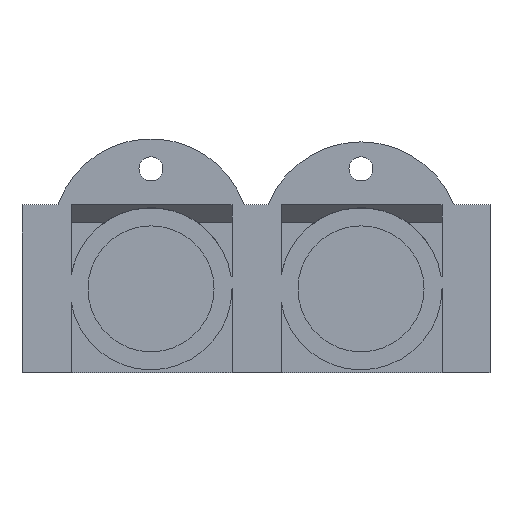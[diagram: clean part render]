
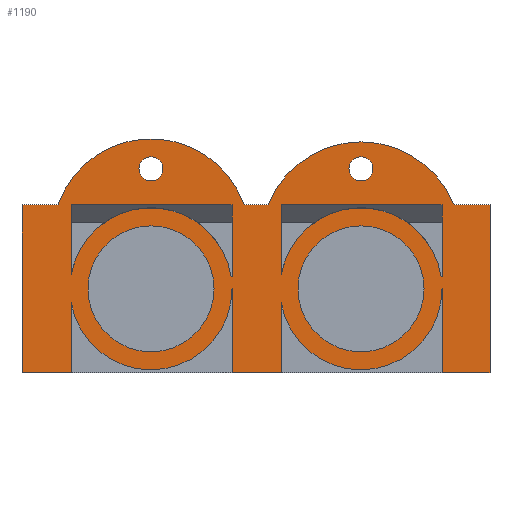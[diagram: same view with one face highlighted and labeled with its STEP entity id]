
A CAD part, front view. The second image highlights one B-rep face of the part: STEP entity #1190.
In plain terms, the highlighted planar face has unit normal (0, -1, 0).
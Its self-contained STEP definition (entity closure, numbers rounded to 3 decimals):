
#23=FACE_BOUND('',#157,.T.);
#24=FACE_BOUND('',#158,.T.);
#25=FACE_BOUND('',#159,.T.);
#26=FACE_BOUND('',#160,.T.);
#27=FACE_BOUND('',#161,.T.);
#28=FACE_BOUND('',#162,.T.);
#42=PLANE('',#1287);
#92=FACE_OUTER_BOUND('',#156,.T.);
#156=EDGE_LOOP('',(#891,#892,#893,#894,#895,#896,#897,#898,#899,#900,#901,
#902,#903,#904,#905,#906));
#157=EDGE_LOOP('',(#907));
#158=EDGE_LOOP('',(#908));
#159=EDGE_LOOP('',(#909));
#160=EDGE_LOOP('',(#910));
#161=EDGE_LOOP('',(#911,#912,#913,#914,#915));
#162=EDGE_LOOP('',(#916,#917,#918,#919,#920));
#217=LINE('',#1702,#353);
#223=LINE('',#1713,#359);
#229=LINE('',#1744,#365);
#235=LINE('',#1755,#371);
#247=LINE('',#1784,#383);
#250=LINE('',#1808,#386);
#251=LINE('',#1810,#387);
#252=LINE('',#1811,#388);
#253=LINE('',#1813,#389);
#254=LINE('',#1814,#390);
#255=LINE('',#1816,#391);
#256=LINE('',#1818,#392);
#257=LINE('',#1820,#393);
#258=LINE('',#1822,#394);
#259=LINE('',#1825,#395);
#260=LINE('',#1827,#396);
#261=LINE('',#1828,#397);
#262=LINE('',#1831,#398);
#263=LINE('',#1832,#399);
#264=LINE('',#1833,#400);
#353=VECTOR('',#1366,10.);
#359=VECTOR('',#1372,10.);
#365=VECTOR('',#1402,10.);
#371=VECTOR('',#1408,10.);
#383=VECTOR('',#1438,10.);
#386=VECTOR('',#1465,10.);
#387=VECTOR('',#1466,10.);
#388=VECTOR('',#1467,10.);
#389=VECTOR('',#1468,10.);
#390=VECTOR('',#1469,10.);
#391=VECTOR('',#1470,10.);
#392=VECTOR('',#1471,10.);
#393=VECTOR('',#1472,10.);
#394=VECTOR('',#1473,10.);
#395=VECTOR('',#1476,10.);
#396=VECTOR('',#1477,10.);
#397=VECTOR('',#1478,10.);
#398=VECTOR('',#1479,10.);
#399=VECTOR('',#1480,10.);
#400=VECTOR('',#1481,10.);
#486=CIRCLE('',#1253,13.5);
#488=CIRCLE('',#1257,13.5);
#490=CIRCLE('',#1260,13.5);
#493=CIRCLE('',#1265,13.5);
#495=CIRCLE('',#1269,10.5);
#497=CIRCLE('',#1272,10.5);
#500=CIRCLE('',#1279,2.);
#503=CIRCLE('',#1284,2.);
#505=CIRCLE('',#1288,16.42);
#506=CIRCLE('',#1289,16.69);
#526=VERTEX_POINT('',#1689);
#527=VERTEX_POINT('',#1691);
#530=VERTEX_POINT('',#1699);
#531=VERTEX_POINT('',#1701);
#536=VERTEX_POINT('',#1711);
#537=VERTEX_POINT('',#1715);
#538=VERTEX_POINT('',#1716);
#541=VERTEX_POINT('',#1724);
#546=VERTEX_POINT('',#1735);
#547=VERTEX_POINT('',#1737);
#549=VERTEX_POINT('',#1743);
#554=VERTEX_POINT('',#1753);
#555=VERTEX_POINT('',#1758);
#557=VERTEX_POINT('',#1764);
#562=VERTEX_POINT('',#1782);
#564=VERTEX_POINT('',#1788);
#567=VERTEX_POINT('',#1797);
#569=VERTEX_POINT('',#1804);
#570=VERTEX_POINT('',#1805);
#571=VERTEX_POINT('',#1807);
#572=VERTEX_POINT('',#1809);
#573=VERTEX_POINT('',#1812);
#574=VERTEX_POINT('',#1815);
#575=VERTEX_POINT('',#1817);
#576=VERTEX_POINT('',#1819);
#577=VERTEX_POINT('',#1821);
#578=VERTEX_POINT('',#1823);
#579=VERTEX_POINT('',#1826);
#580=VERTEX_POINT('',#1829);
#581=VERTEX_POINT('',#1830);
#640=EDGE_CURVE('',#527,#526,#486,.T.);
#645=EDGE_CURVE('',#530,#531,#217,.T.);
#651=EDGE_CURVE('',#536,#526,#223,.T.);
#652=EDGE_CURVE('',#537,#538,#488,.T.);
#656=EDGE_CURVE('',#530,#541,#490,.T.);
#662=EDGE_CURVE('',#547,#546,#493,.T.);
#665=EDGE_CURVE('',#537,#549,#229,.T.);
#671=EDGE_CURVE('',#554,#546,#235,.T.);
#673=EDGE_CURVE('',#555,#555,#495,.T.);
#676=EDGE_CURVE('',#557,#557,#497,.T.);
#687=EDGE_CURVE('',#554,#562,#247,.T.);
#690=EDGE_CURVE('',#564,#564,#500,.T.);
#694=EDGE_CURVE('',#567,#567,#503,.T.);
#696=EDGE_CURVE('',#569,#570,#505,.T.);
#697=EDGE_CURVE('',#570,#571,#250,.T.);
#698=EDGE_CURVE('',#571,#572,#251,.T.);
#699=EDGE_CURVE('',#572,#531,#252,.T.);
#700=EDGE_CURVE('',#541,#573,#253,.T.);
#701=EDGE_CURVE('',#573,#549,#254,.T.);
#702=EDGE_CURVE('',#538,#574,#255,.T.);
#703=EDGE_CURVE('',#574,#575,#256,.T.);
#704=EDGE_CURVE('',#575,#576,#257,.T.);
#705=EDGE_CURVE('',#576,#577,#258,.T.);
#706=EDGE_CURVE('',#577,#578,#506,.T.);
#707=EDGE_CURVE('',#578,#569,#259,.T.);
#708=EDGE_CURVE('',#562,#579,#260,.T.);
#709=EDGE_CURVE('',#579,#547,#261,.T.);
#710=EDGE_CURVE('',#580,#581,#262,.T.);
#711=EDGE_CURVE('',#581,#527,#263,.T.);
#712=EDGE_CURVE('',#536,#580,#264,.T.);
#891=ORIENTED_EDGE('',*,*,#696,.T.);
#892=ORIENTED_EDGE('',*,*,#697,.T.);
#893=ORIENTED_EDGE('',*,*,#698,.T.);
#894=ORIENTED_EDGE('',*,*,#699,.T.);
#895=ORIENTED_EDGE('',*,*,#645,.F.);
#896=ORIENTED_EDGE('',*,*,#656,.T.);
#897=ORIENTED_EDGE('',*,*,#700,.T.);
#898=ORIENTED_EDGE('',*,*,#701,.T.);
#899=ORIENTED_EDGE('',*,*,#665,.F.);
#900=ORIENTED_EDGE('',*,*,#652,.T.);
#901=ORIENTED_EDGE('',*,*,#702,.T.);
#902=ORIENTED_EDGE('',*,*,#703,.T.);
#903=ORIENTED_EDGE('',*,*,#704,.T.);
#904=ORIENTED_EDGE('',*,*,#705,.T.);
#905=ORIENTED_EDGE('',*,*,#706,.T.);
#906=ORIENTED_EDGE('',*,*,#707,.T.);
#907=ORIENTED_EDGE('',*,*,#673,.T.);
#908=ORIENTED_EDGE('',*,*,#676,.T.);
#909=ORIENTED_EDGE('',*,*,#690,.T.);
#910=ORIENTED_EDGE('',*,*,#694,.T.);
#911=ORIENTED_EDGE('',*,*,#687,.T.);
#912=ORIENTED_EDGE('',*,*,#708,.T.);
#913=ORIENTED_EDGE('',*,*,#709,.T.);
#914=ORIENTED_EDGE('',*,*,#662,.T.);
#915=ORIENTED_EDGE('',*,*,#671,.F.);
#916=ORIENTED_EDGE('',*,*,#710,.T.);
#917=ORIENTED_EDGE('',*,*,#711,.T.);
#918=ORIENTED_EDGE('',*,*,#640,.T.);
#919=ORIENTED_EDGE('',*,*,#651,.F.);
#920=ORIENTED_EDGE('',*,*,#712,.T.);
#1190=ADVANCED_FACE('',(#92,#23,#24,#25,#26,#27,#28),#42,.F.);
#1253=AXIS2_PLACEMENT_3D('',#1692,#1357,#1358);
#1257=AXIS2_PLACEMENT_3D('',#1717,#1375,#1376);
#1260=AXIS2_PLACEMENT_3D('',#1725,#1383,#1384);
#1265=AXIS2_PLACEMENT_3D('',#1738,#1395,#1396);
#1269=AXIS2_PLACEMENT_3D('',#1759,#1412,#1413);
#1272=AXIS2_PLACEMENT_3D('',#1765,#1419,#1420);
#1279=AXIS2_PLACEMENT_3D('',#1790,#1444,#1445);
#1284=AXIS2_PLACEMENT_3D('',#1799,#1455,#1456);
#1287=AXIS2_PLACEMENT_3D('',#1803,#1461,#1462);
#1288=AXIS2_PLACEMENT_3D('',#1806,#1463,#1464);
#1289=AXIS2_PLACEMENT_3D('',#1824,#1474,#1475);
#1357=DIRECTION('center_axis',(0.,-1.,0.));
#1358=DIRECTION('ref_axis',(1.,0.,0.));
#1366=DIRECTION('',(0.,0.,-1.));
#1372=DIRECTION('',(0.,0.,-1.));
#1375=DIRECTION('center_axis',(0.,-1.,0.));
#1376=DIRECTION('ref_axis',(1.,0.,0.));
#1383=DIRECTION('center_axis',(0.,-1.,0.));
#1384=DIRECTION('ref_axis',(1.,0.,0.));
#1395=DIRECTION('center_axis',(0.,-1.,0.));
#1396=DIRECTION('ref_axis',(1.,0.,0.));
#1402=DIRECTION('',(0.,0.,-1.));
#1408=DIRECTION('',(0.,0.,-1.));
#1412=DIRECTION('center_axis',(0.,1.,0.));
#1413=DIRECTION('ref_axis',(1.,0.,0.));
#1419=DIRECTION('center_axis',(0.,1.,0.));
#1420=DIRECTION('ref_axis',(1.,0.,0.));
#1438=DIRECTION('',(1.,0.,0.));
#1444=DIRECTION('center_axis',(0.,1.,0.));
#1445=DIRECTION('ref_axis',(1.,0.,0.));
#1455=DIRECTION('center_axis',(0.,1.,0.));
#1456=DIRECTION('ref_axis',(1.,0.,0.));
#1461=DIRECTION('center_axis',(0.,1.,0.));
#1462=DIRECTION('ref_axis',(1.,0.,0.));
#1463=DIRECTION('center_axis',(0.,-1.,0.));
#1464=DIRECTION('ref_axis',(-0.944,0.,0.33));
#1465=DIRECTION('',(-1.,0.,0.));
#1466=DIRECTION('',(0.,0.,-1.));
#1467=DIRECTION('',(1.,0.,0.));
#1468=DIRECTION('',(0.,0.,-1.));
#1469=DIRECTION('',(1.,0.,0.));
#1470=DIRECTION('',(0.,0.,-1.));
#1471=DIRECTION('',(1.,0.,0.));
#1472=DIRECTION('',(0.,0.,1.));
#1473=DIRECTION('',(-1.,0.,0.));
#1474=DIRECTION('center_axis',(0.,-1.,0.));
#1475=DIRECTION('ref_axis',(-0.929,0.,0.371));
#1476=DIRECTION('',(-1.,0.,0.));
#1477=DIRECTION('',(0.,0.,-1.));
#1478=DIRECTION('',(-1.,0.,0.));
#1479=DIRECTION('',(0.,0.,-1.));
#1480=DIRECTION('',(-1.,0.,0.));
#1481=DIRECTION('',(1.,0.,0.));
#1689=CARTESIAN_POINT('',(-13.3,-1.,2.315));
#1691=CARTESIAN_POINT('',(13.351,-1.,2.));
#1692=CARTESIAN_POINT('Origin',(0.,-1.,0.));
#1699=CARTESIAN_POINT('',(-13.3,-1.,-2.315));
#1701=CARTESIAN_POINT('',(-13.3,-1.,-14.));
#1702=CARTESIAN_POINT('',(-13.3,-1.,14.));
#1711=CARTESIAN_POINT('',(-13.3,-1.,14.));
#1713=CARTESIAN_POINT('',(-13.3,-1.,14.));
#1715=CARTESIAN_POINT('',(21.7,-1.,-2.315));
#1716=CARTESIAN_POINT('',(48.5,-1.,0.));
#1717=CARTESIAN_POINT('Origin',(35.,-1.,0.));
#1724=CARTESIAN_POINT('',(13.5,-1.,0.));
#1725=CARTESIAN_POINT('Origin',(0.,-1.,0.));
#1735=CARTESIAN_POINT('',(21.7,-1.,2.315));
#1737=CARTESIAN_POINT('',(48.351,-1.,2.));
#1738=CARTESIAN_POINT('Origin',(35.,-1.,0.));
#1743=CARTESIAN_POINT('',(21.7,-1.,-14.));
#1744=CARTESIAN_POINT('',(21.7,-1.,-14.));
#1753=CARTESIAN_POINT('',(21.7,-1.,14.));
#1755=CARTESIAN_POINT('',(21.7,-1.,-14.));
#1758=CARTESIAN_POINT('',(-10.5,-1.,0.));
#1759=CARTESIAN_POINT('Origin',(0.,-1.,0.));
#1764=CARTESIAN_POINT('',(24.5,-1.,0.));
#1765=CARTESIAN_POINT('Origin',(35.,-1.,0.));
#1782=CARTESIAN_POINT('',(48.5,-1.,14.));
#1784=CARTESIAN_POINT('',(49.,-1.,14.));
#1788=CARTESIAN_POINT('',(33.,-1.,20.));
#1790=CARTESIAN_POINT('Origin',(35.,-1.,20.));
#1797=CARTESIAN_POINT('',(-2.,-1.,20.));
#1799=CARTESIAN_POINT('Origin',(0.,-1.,20.));
#1803=CARTESIAN_POINT('Origin',(0.,-1.,0.75));
#1804=CARTESIAN_POINT('',(15.5,-1.,14.));
#1805=CARTESIAN_POINT('',(-15.5,-1.,14.));
#1806=CARTESIAN_POINT('Origin',(0.,-1.,8.58));
#1807=CARTESIAN_POINT('',(-21.5,-1.,14.));
#1808=CARTESIAN_POINT('',(-15.5,-1.,14.));
#1809=CARTESIAN_POINT('',(-21.5,-1.,-14.));
#1810=CARTESIAN_POINT('',(-21.5,-1.,14.));
#1811=CARTESIAN_POINT('',(-14.,-1.,-14.));
#1812=CARTESIAN_POINT('',(13.5,-1.,-14.));
#1813=CARTESIAN_POINT('',(13.5,-1.,-14.));
#1814=CARTESIAN_POINT('',(15.5,-1.,-14.));
#1815=CARTESIAN_POINT('',(48.5,-1.,-14.));
#1816=CARTESIAN_POINT('',(48.5,-1.,-14.));
#1817=CARTESIAN_POINT('',(56.5,-1.,-14.));
#1818=CARTESIAN_POINT('',(50.5,-1.,-14.));
#1819=CARTESIAN_POINT('',(56.5,-1.,14.));
#1820=CARTESIAN_POINT('',(56.5,-1.,-14.));
#1821=CARTESIAN_POINT('',(50.5,-1.,14.));
#1822=CARTESIAN_POINT('',(50.5,-1.,14.));
#1823=CARTESIAN_POINT('',(19.5,-1.,14.));
#1824=CARTESIAN_POINT('Origin',(35.,-1.,7.81));
#1825=CARTESIAN_POINT('',(15.5,-1.,14.));
#1826=CARTESIAN_POINT('',(48.5,-1.,2.));
#1827=CARTESIAN_POINT('',(48.5,-1.,-14.));
#1828=CARTESIAN_POINT('',(48.,-1.,2.));
#1829=CARTESIAN_POINT('',(13.5,-1.,14.));
#1830=CARTESIAN_POINT('',(13.5,-1.,2.));
#1831=CARTESIAN_POINT('',(13.5,-1.,-14.));
#1832=CARTESIAN_POINT('',(13.,-1.,2.));
#1833=CARTESIAN_POINT('',(14.,-1.,14.));
